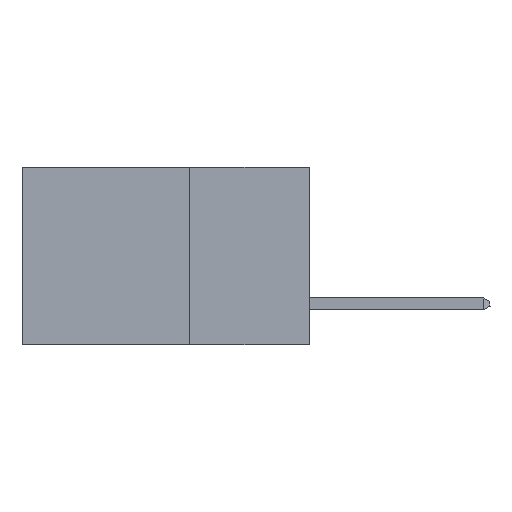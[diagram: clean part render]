
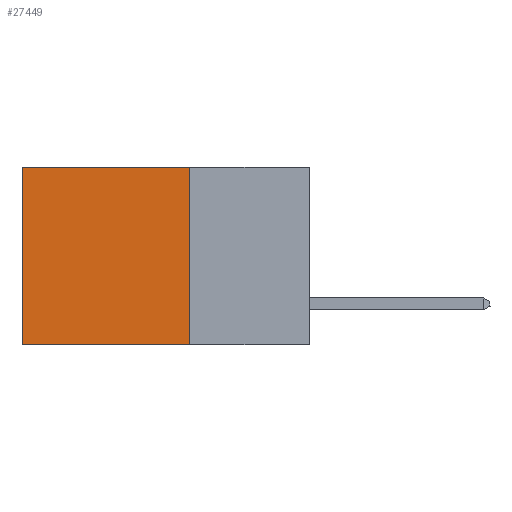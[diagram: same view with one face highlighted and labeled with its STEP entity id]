
A CAD part, left-side view. The second image highlights one B-rep face of the part: STEP entity #27449.
In plain terms, the highlighted planar face has unit normal (-1, 0, 0).
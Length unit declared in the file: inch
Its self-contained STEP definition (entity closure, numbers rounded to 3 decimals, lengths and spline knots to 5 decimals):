
#847 = DIRECTION ( 'NONE',  ( 0., 1., 0. ) ) ;
#1682 = VECTOR ( 'NONE', #17526, 39.37008 ) ;
#1701 = ORIENTED_EDGE ( 'NONE', *, *, #4025, .F. ) ;
#2437 = EDGE_LOOP ( 'NONE', ( #27371, #1701, #20084, #10466 ) ) ;
#4025 = EDGE_CURVE ( 'NONE', #22700, #16296, #7383, .T. ) ;
#5474 = CARTESIAN_POINT ( 'NONE',  ( 0.2875, 0.25, 0. ) ) ;
#5796 = CARTESIAN_POINT ( 'NONE',  ( 0.2875, 0.6, 0. ) ) ;
#7327 = CARTESIAN_POINT ( 'NONE',  ( 0.2875, 0.25, 0. ) ) ;
#7383 = LINE ( 'NONE', #15617, #11822 ) ;
#7390 = VECTOR ( 'NONE', #847, 39.37008 ) ;
#8167 = LINE ( 'NONE', #19881, #7390 ) ;
#9328 = CARTESIAN_POINT ( 'NONE',  ( 0.2875, 0.6, -0.37 ) ) ;
#10466 = ORIENTED_EDGE ( 'NONE', *, *, #20523, .T. ) ;
#11624 = LINE ( 'NONE', #5796, #1682 ) ;
#11822 = VECTOR ( 'NONE', #22366, 39.37008 ) ;
#12820 = CARTESIAN_POINT ( 'NONE',  ( 0.2875, 0.25, 0. ) ) ;
#14455 = CARTESIAN_POINT ( 'NONE',  ( 0.2875, 0.25, -0.37 ) ) ;
#14635 = DIRECTION ( 'NONE',  ( 0., 0., -1. ) ) ;
#15617 = CARTESIAN_POINT ( 'NONE',  ( 0.2875, 0.25, -0.37 ) ) ;
#15999 = DIRECTION ( 'NONE',  ( 1., 0., 0. ) ) ;
#16229 = VECTOR ( 'NONE', #26469, 39.37008 ) ;
#16296 = VERTEX_POINT ( 'NONE', #9328 ) ;
#17526 = DIRECTION ( 'NONE',  ( 0., 0., -1. ) ) ;
#19336 = CARTESIAN_POINT ( 'NONE',  ( 0.2875, 0.6, 0. ) ) ;
#19881 = CARTESIAN_POINT ( 'NONE',  ( 0.2875, 0.25, 0. ) ) ;
#20084 = ORIENTED_EDGE ( 'NONE', *, *, #25140, .F. ) ;
#20523 = EDGE_CURVE ( 'NONE', #27686, #26296, #8167, .T. ) ;
#21157 = PLANE ( 'NONE',  #26984 ) ;
#22366 = DIRECTION ( 'NONE',  ( 0., 1., 0. ) ) ;
#22700 = VERTEX_POINT ( 'NONE', #14455 ) ;
#24267 = EDGE_CURVE ( 'NONE', #26296, #16296, #11624, .T. ) ;
#25140 = EDGE_CURVE ( 'NONE', #27686, #22700, #26865, .T. ) ;
#26296 = VERTEX_POINT ( 'NONE', #19336 ) ;
#26469 = DIRECTION ( 'NONE',  ( 0., 0., -1. ) ) ;
#26865 = LINE ( 'NONE', #5474, #16229 ) ;
#26984 = AXIS2_PLACEMENT_3D ( 'NONE', #7327, #15999, #14635 ) ;
#27371 = ORIENTED_EDGE ( 'NONE', *, *, #24267, .T. ) ;
#27449 = ADVANCED_FACE ( 'NONE', ( #29727 ), #21157, .F. ) ;
#27686 = VERTEX_POINT ( 'NONE', #12820 ) ;
#29727 = FACE_OUTER_BOUND ( 'NONE', #2437, .T. ) ;
